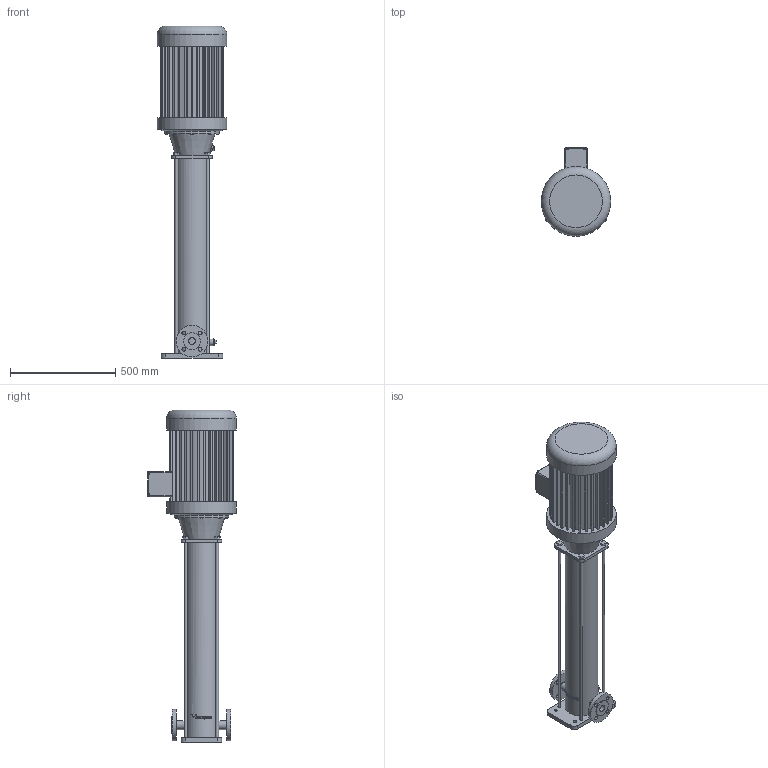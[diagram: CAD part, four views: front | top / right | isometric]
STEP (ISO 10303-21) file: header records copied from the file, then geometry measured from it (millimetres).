
FILE_DESCRIPTION(('STEP AP203'), '1');
FILE_NAME('曶笴 岈-10-22', '', ('UNSPECIFIED'), ('UNSPECIFIED'), 'C3D Converter', 'C3D Toolkit', '');
FILE_SCHEMA(('CONFIG_CONTROL_DESIGN'));
Length unit declared in the file: millimetre
Bounding box: 330 x 420 x 1575 mm (x, y, z)
Volume: 58114577.2 mm3; surface area: 2043641.6 mm2
Topology: 1 solids, 1 shells, 490 faces, 1386 edges, 947 vertices
Faces by surface type: plane 343, cylinder 137, bspline 6, torus 2, cone 2
Full cylindrical faces by diameter (mm): 14 x8, 18 x8, 32 x3, 42 x2, 80 x2, 150 x2, 155 x1, 260 x1, 330 x2
Entity records: 22018 total; most frequent: CARTESIAN_POINT 5692, ORIENTED_EDGE 2544, DIRECTION 2460, EDGE_CURVE 1272, VERTEX_POINT 863, LINE 838, VECTOR 838, AXIS2_PLACEMENT_3D 811
